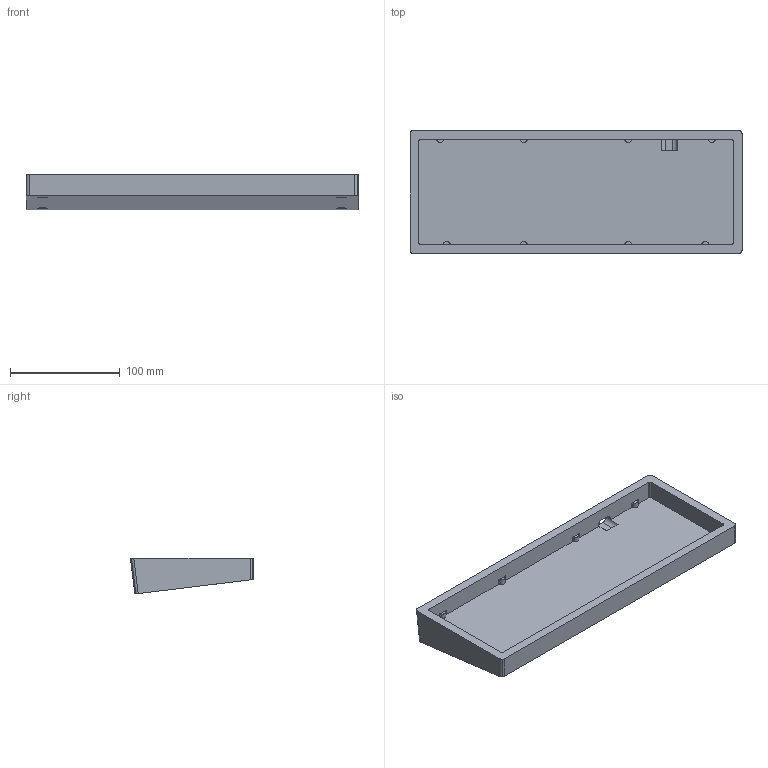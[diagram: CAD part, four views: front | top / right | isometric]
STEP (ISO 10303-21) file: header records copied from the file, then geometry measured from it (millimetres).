
FILE_DESCRIPTION(/* description */ ('Alibre Inc.'),/* implementation_level */ '2;1');
FILE_NAME(/* name */ 'export-5C134670-3B90-41BF-8BA8-9DA7AA6221E9',/* time_stamp */ '2020-12-24T00:03:01-05:00',/* author */ (''),/* organization */ (''),/* preprocessor_version */ 'ST-DEVELOPER v17',/* originating_system */ 'Alibre',/* authorisation */ '');
FILE_SCHEMA (('CONFIG_CONTROL_DESIGN'));
Length unit declared in the file: millimetre
Bounding box: 302.7 x 112.2 x 32.78 mm (x, y, z)
Volume: 397736.3 mm3; surface area: 102062.7 mm2
Topology: 1 solids, 1 shells, 96 faces, 270 edges, 180 vertices
Faces by surface type: cylinder 68, plane 28
Entity records: 2953 total; most frequent: ORIENTED_EDGE 540, CARTESIAN_POINT 490, DIRECTION 460, EDGE_CURVE 270, VERTEX_POINT 180, AXIS2_PLACEMENT_3D 178, VECTOR 132, LINE 132
